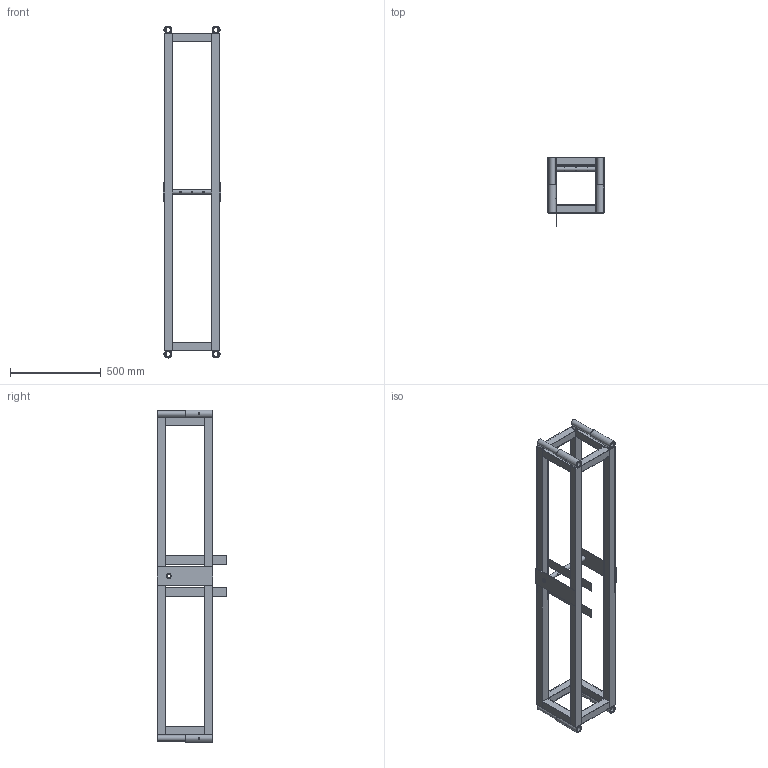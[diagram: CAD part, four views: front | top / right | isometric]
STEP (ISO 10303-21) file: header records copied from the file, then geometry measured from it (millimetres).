
FILE_DESCRIPTION(/* description */ (''),/* implementation_level */ '2;1');
FILE_NAME(/* name */ 'GE-18114.iam.stp',/* time_stamp */ '2018-01-01T11:23:59-08:00',/* author */ ('PhillipD'),/* organization */ (''),/* preprocessor_version */ 'ST-DEVELOPER v16.13',/* originating_system */ 'Autodesk Inventor 2018',/* authorisation */ '');
FILE_SCHEMA (('AUTOMOTIVE_DESIGN { 1 0 10303 214 3 1 1 }'));
Length unit declared in the file: inch
Products named in the file (10): GE-18114; GE-18013; GE-18013-2; GE-18013-3; GE-18013-5; GE-18013-4; GE-18013-1; GE-18028; rivet_.1875_.251-.375; GE-18059
Assembly tree (30 placements, depth 3):
  GE-18114
    GE-18013
      GE-18013-1  x4
      GE-18013-2  x8
      GE-18013-3  x2
      GE-18013-5
      GE-18013-4  x4
    GE-18028  x4
    rivet_.1875_.251-.375  x4
    GE-18059  x2
Bounding box: 317.5 x 381 x 1824.23 mm (x, y, z)
Volume: 5766778.6 mm3; surface area: 3528985.6 mm2
Topology: 29 solids, 29 shells, 224 faces, 528 edges, 352 vertices
Faces by surface type: plane 174, cylinder 46, torus 4
Full cylindrical faces by diameter (mm): 4.762 x4, 4.915 x16, 6.756 x6, 20.726 x1, 25.4 x1, 25.908 x2, 26.67 x4, 33.401 x4, 35.052 x4, 42.164 x4
Entity records: 2868 total; most frequent: CARTESIAN_POINT 956, DIRECTION 308, ORIENTED_EDGE 220, AXIS2_PLACEMENT_3D 118, EDGE_LOOP 112, EDGE_CURVE 110, VERTEX_POINT 86, LINE 72
